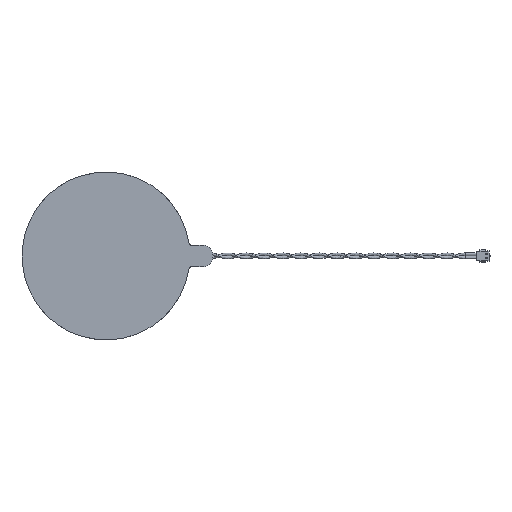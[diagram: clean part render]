
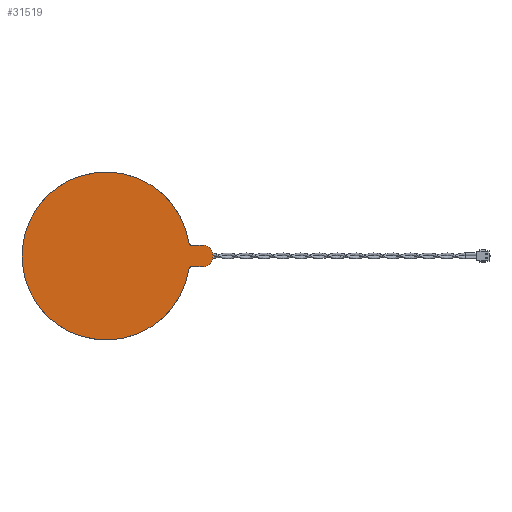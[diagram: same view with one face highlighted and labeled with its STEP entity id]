
A CAD part, top view. The second image highlights one B-rep face of the part: STEP entity #31519.
In plain terms, the highlighted planar face has unit normal (0, 0, 1).
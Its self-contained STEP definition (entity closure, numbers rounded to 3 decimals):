
#604 = ORIENTED_EDGE ( 'NONE', *, *, #35062, .F. ) ;
#1248 = VERTEX_POINT ( 'NONE', #2393 ) ;
#1885 = ORIENTED_EDGE ( 'NONE', *, *, #4274, .F. ) ;
#2393 = CARTESIAN_POINT ( 'NONE',  ( 73.262, 56.036, 0.15 ) ) ;
#2551 = FACE_OUTER_BOUND ( 'NONE', #12591, .T. ) ;
#3177 = CIRCLE ( 'NONE', #23293, 23. ) ;
#3941 = CARTESIAN_POINT ( 'NONE',  ( 73.262, 49.536, 0.15 ) ) ;
#4274 = EDGE_CURVE ( 'NONE', #21275, #33889, #3177, .T. ) ;
#4701 = CIRCLE ( 'NONE', #25520, 0.5 ) ;
#5269 = DIRECTION ( 'NONE',  ( 0., 0., 1. ) ) ;
#7075 = DIRECTION ( 'NONE',  ( 0., 0., -1. ) ) ;
#8381 = AXIS2_PLACEMENT_3D ( 'NONE', #24780, #25200, #11782 ) ;
#8565 = CIRCLE ( 'NONE', #21956, 3. ) ;
#10413 = VERTEX_POINT ( 'NONE', #21562 ) ;
#10603 = CARTESIAN_POINT ( 'NONE',  ( 50.024, 53.036, 0.15 ) ) ;
#11782 = DIRECTION ( 'NONE',  ( -1., 0., 0. ) ) ;
#12591 = EDGE_LOOP ( 'NONE', ( #18012, #32994, #32630, #604, #35083, #1885 ) ) ;
#13194 = DIRECTION ( 'NONE',  ( 0., 0., 1. ) ) ;
#13611 = DIRECTION ( 'NONE',  ( -1., 0., 0. ) ) ;
#16842 = CARTESIAN_POINT ( 'NONE',  ( 72.768, 49.611, 0.15 ) ) ;
#18012 = ORIENTED_EDGE ( 'NONE', *, *, #36790, .F. ) ;
#18100 = DIRECTION ( 'NONE',  ( 1., 0., 0. ) ) ;
#21275 = VERTEX_POINT ( 'NONE', #16842 ) ;
#21367 = EDGE_CURVE ( 'NONE', #33889, #1248, #4701, .T. ) ;
#21562 = CARTESIAN_POINT ( 'NONE',  ( 76.328, 50.036, 0.15 ) ) ;
#21579 = CARTESIAN_POINT ( 'NONE',  ( 73.262, 50.036, 0.15 ) ) ;
#21636 = PLANE ( 'NONE',  #8381 ) ;
#21809 = LINE ( 'NONE', #27702, #28750 ) ;
#21956 = AXIS2_PLACEMENT_3D ( 'NONE', #39708, #29647, #39500 ) ;
#23267 = CIRCLE ( 'NONE', #38002, 0.5 ) ;
#23293 = AXIS2_PLACEMENT_3D ( 'NONE', #10603, #7075, #25967 ) ;
#24780 = CARTESIAN_POINT ( 'NONE',  ( 73.262, 49.536, 0.15 ) ) ;
#24795 = LINE ( 'NONE', #37397, #40240 ) ;
#25200 = DIRECTION ( 'NONE',  ( 0., 0., -1. ) ) ;
#25520 = AXIS2_PLACEMENT_3D ( 'NONE', #37380, #5269, #31469 ) ;
#25967 = DIRECTION ( 'NONE',  ( -1., 0., 0. ) ) ;
#27702 = CARTESIAN_POINT ( 'NONE',  ( 76.328, 50.036, 0.15 ) ) ;
#28750 = VECTOR ( 'NONE', #33989, 1000. ) ;
#29647 = DIRECTION ( 'NONE',  ( 0., 0., 1. ) ) ;
#29760 = CARTESIAN_POINT ( 'NONE',  ( 72.768, 56.462, 0.15 ) ) ;
#31469 = DIRECTION ( 'NONE',  ( -1., 0., 0. ) ) ;
#31519 = ADVANCED_FACE ( 'NONE', ( #2551 ), #21636, .F. ) ;
#32630 = ORIENTED_EDGE ( 'NONE', *, *, #32974, .T. ) ;
#32974 = EDGE_CURVE ( 'NONE', #10413, #34399, #8565, .T. ) ;
#32994 = ORIENTED_EDGE ( 'NONE', *, *, #33795, .F. ) ;
#33795 = EDGE_CURVE ( 'NONE', #10413, #38348, #21809, .T. ) ;
#33889 = VERTEX_POINT ( 'NONE', #29760 ) ;
#33989 = DIRECTION ( 'NONE',  ( -1., 0., 0. ) ) ;
#34399 = VERTEX_POINT ( 'NONE', #35794 ) ;
#35062 = EDGE_CURVE ( 'NONE', #1248, #34399, #24795, .T. ) ;
#35083 = ORIENTED_EDGE ( 'NONE', *, *, #21367, .F. ) ;
#35794 = CARTESIAN_POINT ( 'NONE',  ( 76.328, 56.036, 0.15 ) ) ;
#36790 = EDGE_CURVE ( 'NONE', #38348, #21275, #23267, .T. ) ;
#37380 = CARTESIAN_POINT ( 'NONE',  ( 73.262, 56.536, 0.15 ) ) ;
#37397 = CARTESIAN_POINT ( 'NONE',  ( 73.262, 56.036, 0.15 ) ) ;
#38002 = AXIS2_PLACEMENT_3D ( 'NONE', #3941, #13194, #13611 ) ;
#38348 = VERTEX_POINT ( 'NONE', #21579 ) ;
#39500 = DIRECTION ( 'NONE',  ( -1., 0., 0. ) ) ;
#39708 = CARTESIAN_POINT ( 'NONE',  ( 76.328, 53.036, 0.15 ) ) ;
#40240 = VECTOR ( 'NONE', #18100, 1000. ) ;
